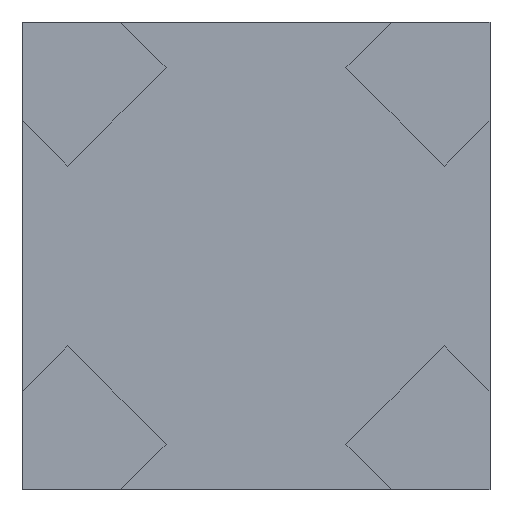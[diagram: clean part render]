
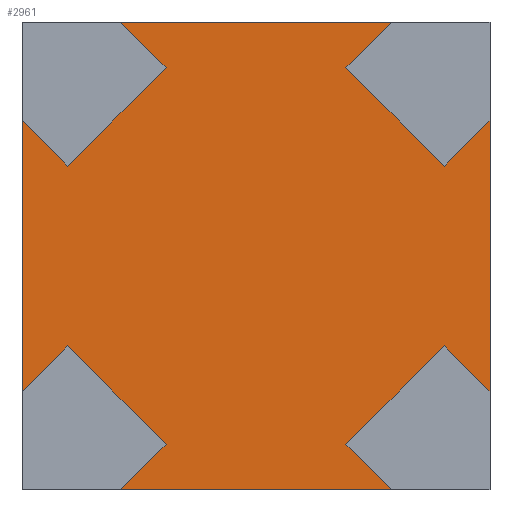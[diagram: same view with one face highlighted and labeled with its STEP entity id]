
A CAD part, front view. The second image highlights one B-rep face of the part: STEP entity #2961.
In plain terms, the highlighted planar face has unit normal (0, -1, 0).
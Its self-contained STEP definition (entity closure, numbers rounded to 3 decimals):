
#6 = ORIENTED_EDGE ( 'NONE', *, *, #1758, .F. ) ;
#13 = CARTESIAN_POINT ( 'NONE',  ( -2.525, 0., -2.525 ) ) ;
#21 = ORIENTED_EDGE ( 'NONE', *, *, #1985, .F. ) ;
#44 = CARTESIAN_POINT ( 'NONE',  ( 2.525, 0., 2.525 ) ) ;
#52 = EDGE_CURVE ( 'NONE', #2363, #1549, #2166, .T. ) ;
#75 = LINE ( 'NONE', #126, #2714 ) ;
#78 = EDGE_CURVE ( 'NONE', #800, #1335, #1220, .T. ) ;
#115 = EDGE_CURVE ( 'NONE', #1734, #1075, #1833, .T. ) ;
#126 = CARTESIAN_POINT ( 'NONE',  ( 0.891, 0., 0.891 ) ) ;
#156 = CARTESIAN_POINT ( 'NONE',  ( -4.25, 0., 2.468 ) ) ;
#160 = VERTEX_POINT ( 'NONE', #1731 ) ;
#168 = ORIENTED_EDGE ( 'NONE', *, *, #2870, .F. ) ;
#174 = VECTOR ( 'NONE', #407, 1000. ) ;
#197 = EDGE_CURVE ( 'NONE', #1485, #2191, #2917, .T. ) ;
#204 = CARTESIAN_POINT ( 'NONE',  ( -4.25, 0., 4.25 ) ) ;
#210 = VECTOR ( 'NONE', #1889, 1000. ) ;
#220 = VECTOR ( 'NONE', #940, 1000. ) ;
#262 = CARTESIAN_POINT ( 'NONE',  ( 2.525, 0., -2.525 ) ) ;
#268 = CARTESIAN_POINT ( 'NONE',  ( 2.468, 0., 4.25 ) ) ;
#277 = CARTESIAN_POINT ( 'NONE',  ( -2.468, 0., -4.25 ) ) ;
#283 = VERTEX_POINT ( 'NONE', #1952 ) ;
#288 = CARTESIAN_POINT ( 'NONE',  ( -2.75, 0., -4.25 ) ) ;
#289 = DIRECTION ( 'NONE',  ( 0.707, 0., -0.707 ) ) ;
#299 = LINE ( 'NONE', #262, #2467 ) ;
#366 = VECTOR ( 'NONE', #671, 1000. ) ;
#392 = EDGE_CURVE ( 'NONE', #160, #1734, #1903, .T. ) ;
#400 = CARTESIAN_POINT ( 'NONE',  ( 3.416, 0., 1.634 ) ) ;
#407 = DIRECTION ( 'NONE',  ( -0.707, 0., -0.707 ) ) ;
#413 = ORIENTED_EDGE ( 'NONE', *, *, #1884, .F. ) ;
#548 = CARTESIAN_POINT ( 'NONE',  ( -1.634, 0., 3.416 ) ) ;
#555 = ORIENTED_EDGE ( 'NONE', *, *, #698, .F. ) ;
#566 = VECTOR ( 'NONE', #2395, 1000. ) ;
#600 = DIRECTION ( 'NONE',  ( 0.707, 0., 0.707 ) ) ;
#608 = CARTESIAN_POINT ( 'NONE',  ( -1.634, 0., -3.416 ) ) ;
#610 = EDGE_CURVE ( 'NONE', #283, #2363, #1909, .T. ) ;
#620 = LINE ( 'NONE', #2086, #1024 ) ;
#629 = LINE ( 'NONE', #2920, #1298 ) ;
#671 = DIRECTION ( 'NONE',  ( 0.707, 0., 0.707 ) ) ;
#674 = ORIENTED_EDGE ( 'NONE', *, *, #610, .F. ) ;
#698 = EDGE_CURVE ( 'NONE', #1948, #1433, #2110, .T. ) ;
#721 = DIRECTION ( 'NONE',  ( -0.707, 0., 0.707 ) ) ;
#768 = VERTEX_POINT ( 'NONE', #268 ) ;
#800 = VERTEX_POINT ( 'NONE', #608 ) ;
#834 = CARTESIAN_POINT ( 'NONE',  ( -2.525, 0., 2.525 ) ) ;
#867 = VECTOR ( 'NONE', #1775, 1000. ) ;
#892 = EDGE_CURVE ( 'NONE', #910, #1902, #629, .T. ) ;
#903 = CARTESIAN_POINT ( 'NONE',  ( -2.468, 0., 4.25 ) ) ;
#910 = VERTEX_POINT ( 'NONE', #1514 ) ;
#934 = LINE ( 'NONE', #1916, #2083 ) ;
#940 = DIRECTION ( 'NONE',  ( 1., 0., 0. ) ) ;
#969 = DIRECTION ( 'NONE',  ( -0.707, 0., -0.707 ) ) ;
#1005 = CARTESIAN_POINT ( 'NONE',  ( -4.25, 0., -2.75 ) ) ;
#1024 = VECTOR ( 'NONE', #2063, 1000. ) ;
#1041 = ORIENTED_EDGE ( 'NONE', *, *, #2286, .F. ) ;
#1075 = VERTEX_POINT ( 'NONE', #2849 ) ;
#1140 = ORIENTED_EDGE ( 'NONE', *, *, #1332, .F. ) ;
#1220 = LINE ( 'NONE', #13, #1487 ) ;
#1250 = EDGE_CURVE ( 'NONE', #1433, #1485, #934, .T. ) ;
#1278 = ORIENTED_EDGE ( 'NONE', *, *, #197, .F. ) ;
#1298 = VECTOR ( 'NONE', #2675, 1000. ) ;
#1307 = LINE ( 'NONE', #1747, #867 ) ;
#1318 = LINE ( 'NONE', #2489, #174 ) ;
#1332 = EDGE_CURVE ( 'NONE', #2191, #2832, #75, .T. ) ;
#1335 = VERTEX_POINT ( 'NONE', #1506 ) ;
#1433 = VERTEX_POINT ( 'NONE', #156 ) ;
#1482 = ORIENTED_EDGE ( 'NONE', *, *, #1250, .F. ) ;
#1485 = VERTEX_POINT ( 'NONE', #2097 ) ;
#1487 = VECTOR ( 'NONE', #721, 1000. ) ;
#1506 = CARTESIAN_POINT ( 'NONE',  ( -3.416, 0., -1.634 ) ) ;
#1514 = CARTESIAN_POINT ( 'NONE',  ( 4.25, 0., -2.468 ) ) ;
#1538 = VECTOR ( 'NONE', #289, 1000. ) ;
#1549 = VERTEX_POINT ( 'NONE', #277 ) ;
#1731 = CARTESIAN_POINT ( 'NONE',  ( 1.634, 0., 3.416 ) ) ;
#1734 = VERTEX_POINT ( 'NONE', #400 ) ;
#1738 = ORIENTED_EDGE ( 'NONE', *, *, #892, .F. ) ;
#1747 = CARTESIAN_POINT ( 'NONE',  ( 4.25, 0., -2.75 ) ) ;
#1758 = EDGE_CURVE ( 'NONE', #1549, #800, #2688, .T. ) ;
#1775 = DIRECTION ( 'NONE',  ( 0., 0., -1. ) ) ;
#1808 = ORIENTED_EDGE ( 'NONE', *, *, #392, .F. ) ;
#1810 = CARTESIAN_POINT ( 'NONE',  ( 0.891, 0., -0.891 ) ) ;
#1833 = LINE ( 'NONE', #2758, #366 ) ;
#1864 = PLANE ( 'NONE',  #3007 ) ;
#1884 = EDGE_CURVE ( 'NONE', #1902, #283, #299, .T. ) ;
#1889 = DIRECTION ( 'NONE',  ( -1., 0., 0. ) ) ;
#1902 = VERTEX_POINT ( 'NONE', #2655 ) ;
#1903 = LINE ( 'NONE', #44, #1989 ) ;
#1909 = LINE ( 'NONE', #1921, #1538 ) ;
#1916 = CARTESIAN_POINT ( 'NONE',  ( -0.891, 0., -0.891 ) ) ;
#1921 = CARTESIAN_POINT ( 'NONE',  ( -0.891, 0., -0.891 ) ) ;
#1926 = ORIENTED_EDGE ( 'NONE', *, *, #78, .F. ) ;
#1948 = VERTEX_POINT ( 'NONE', #2221 ) ;
#1952 = CARTESIAN_POINT ( 'NONE',  ( 1.634, 0., -3.416 ) ) ;
#1969 = EDGE_CURVE ( 'NONE', #1075, #910, #1307, .T. ) ;
#1985 = EDGE_CURVE ( 'NONE', #768, #160, #1318, .T. ) ;
#1989 = VECTOR ( 'NONE', #2577, 1000. ) ;
#2063 = DIRECTION ( 'NONE',  ( -0.707, 0., -0.707 ) ) ;
#2065 = EDGE_LOOP ( 'NONE', ( #21, #168, #1140, #1278, #1482, #555, #1041, #1926, #6, #2554, #674, #413, #1738, #2521, #2973, #1808 ) ) ;
#2083 = VECTOR ( 'NONE', #2552, 1000. ) ;
#2086 = CARTESIAN_POINT ( 'NONE',  ( -0.891, 0., 0.891 ) ) ;
#2097 = CARTESIAN_POINT ( 'NONE',  ( -3.416, 0., 1.634 ) ) ;
#2110 = LINE ( 'NONE', #1005, #2416 ) ;
#2166 = LINE ( 'NONE', #288, #210 ) ;
#2181 = VECTOR ( 'NONE', #600, 1000. ) ;
#2191 = VERTEX_POINT ( 'NONE', #548 ) ;
#2193 = DIRECTION ( 'NONE',  ( -0.707, 0., 0.707 ) ) ;
#2221 = CARTESIAN_POINT ( 'NONE',  ( -4.25, 0., -2.468 ) ) ;
#2286 = EDGE_CURVE ( 'NONE', #1335, #1948, #620, .T. ) ;
#2299 = LINE ( 'NONE', #204, #220 ) ;
#2363 = VERTEX_POINT ( 'NONE', #2386 ) ;
#2386 = CARTESIAN_POINT ( 'NONE',  ( 2.468, 0., -4.25 ) ) ;
#2395 = DIRECTION ( 'NONE',  ( 0.707, 0., 0.707 ) ) ;
#2416 = VECTOR ( 'NONE', #2805, 1000. ) ;
#2467 = VECTOR ( 'NONE', #969, 1000. ) ;
#2489 = CARTESIAN_POINT ( 'NONE',  ( -0.891, 0., 0.891 ) ) ;
#2500 = FACE_OUTER_BOUND ( 'NONE', #2065, .T. ) ;
#2521 = ORIENTED_EDGE ( 'NONE', *, *, #1969, .F. ) ;
#2552 = DIRECTION ( 'NONE',  ( 0.707, 0., -0.707 ) ) ;
#2554 = ORIENTED_EDGE ( 'NONE', *, *, #52, .F. ) ;
#2577 = DIRECTION ( 'NONE',  ( 0.707, 0., -0.707 ) ) ;
#2655 = CARTESIAN_POINT ( 'NONE',  ( 3.416, 0., -1.634 ) ) ;
#2675 = DIRECTION ( 'NONE',  ( -0.707, 0., 0.707 ) ) ;
#2688 = LINE ( 'NONE', #1810, #2181 ) ;
#2714 = VECTOR ( 'NONE', #2193, 1000. ) ;
#2723 = DIRECTION ( 'NONE',  ( 0., 1., 0. ) ) ;
#2735 = CARTESIAN_POINT ( 'NONE',  ( 0., 0., 0. ) ) ;
#2758 = CARTESIAN_POINT ( 'NONE',  ( 0.891, 0., -0.891 ) ) ;
#2786 = DIRECTION ( 'NONE',  ( 0., 0., 1. ) ) ;
#2805 = DIRECTION ( 'NONE',  ( 0., 0., 1. ) ) ;
#2832 = VERTEX_POINT ( 'NONE', #903 ) ;
#2849 = CARTESIAN_POINT ( 'NONE',  ( 4.25, 0., 2.468 ) ) ;
#2870 = EDGE_CURVE ( 'NONE', #2832, #768, #2299, .T. ) ;
#2917 = LINE ( 'NONE', #834, #566 ) ;
#2920 = CARTESIAN_POINT ( 'NONE',  ( 0.891, 0., 0.891 ) ) ;
#2961 = ADVANCED_FACE ( 'NONE', ( #2500 ), #1864, .F. ) ;
#2973 = ORIENTED_EDGE ( 'NONE', *, *, #115, .F. ) ;
#3007 = AXIS2_PLACEMENT_3D ( 'NONE', #2735, #2723, #2786 ) ;
